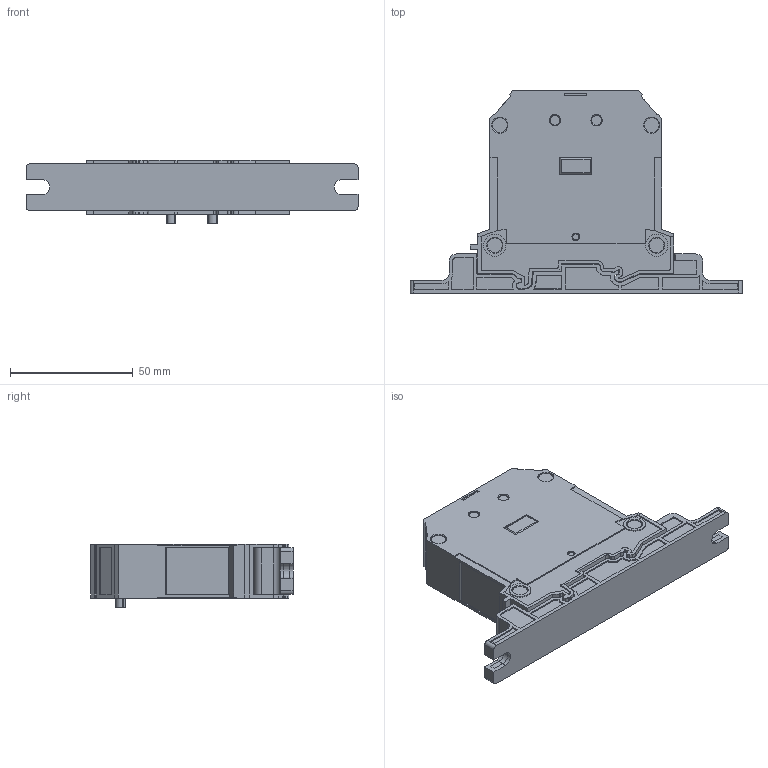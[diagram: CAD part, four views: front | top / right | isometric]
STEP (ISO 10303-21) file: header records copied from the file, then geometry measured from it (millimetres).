
FILE_DESCRIPTION (( 'STEP AP214' ), '1' );
FILE_NAME ('304450_AVK PB 70RD.STP', '2013-11-12T06:47:07', ( 'arge' ), ( 'Microsoft' ), 'SwSTEP 2.0', 'SolidWorks 2013', '' );
FILE_SCHEMA (( 'AUTOMOTIVE_DESIGN' ));
Length unit declared in the file: millimetre
Products named in the file (1): 304450_AVK PB 70RD
Bounding box: 135.4 x 82.47 x 26 mm (x, y, z)
Volume: 135443.1 mm3; surface area: 31190 mm2
Topology: 4 solids, 6 shells, 766 faces, 2101 edges, 1388 vertices
Faces by surface type: plane 518, cylinder 184, cone 64
Entity records: 32656 total; most frequent: CARTESIAN_POINT 4379, ORIENTED_EDGE 4202, DIRECTION 4064, EDGE_CURVE 2101, LINE 1592, VECTOR 1592, VERTEX_POINT 1388, AXIS2_PLACEMENT_3D 1236
